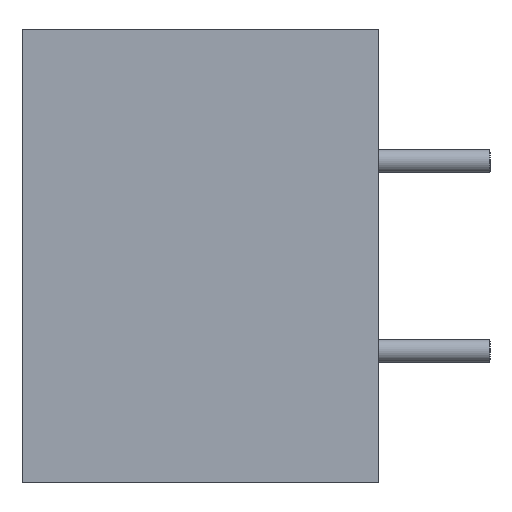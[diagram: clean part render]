
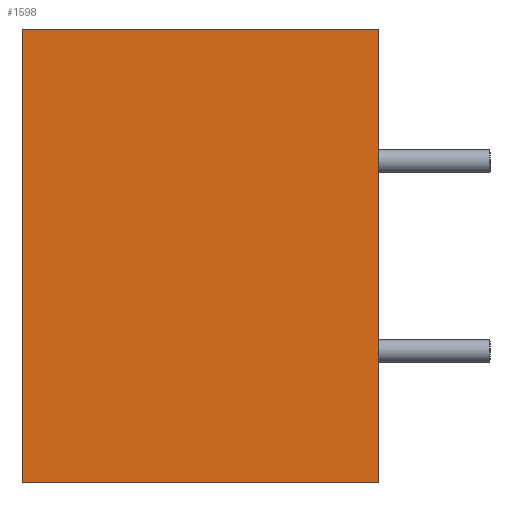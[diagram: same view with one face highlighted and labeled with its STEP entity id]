
A CAD part, left-side view. The second image highlights one B-rep face of the part: STEP entity #1598.
In plain terms, the highlighted planar face has unit normal (-1, 0, 0).
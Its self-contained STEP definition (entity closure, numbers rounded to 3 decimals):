
#121 = DIRECTION ( 'NONE',  ( 0., 0., -1. ) ) ;
#127 = CARTESIAN_POINT ( 'NONE',  ( 0., 19.2, 24.4 ) ) ;
#339 = DIRECTION ( 'NONE',  ( 0., -1., 0. ) ) ;
#346 = DIRECTION ( 'NONE',  ( 1., 0., 0. ) ) ;
#465 = EDGE_LOOP ( 'NONE', ( #1536, #758, #2597, #2925 ) ) ;
#592 = CARTESIAN_POINT ( 'NONE',  ( 0., 0., 24.4 ) ) ;
#658 = VECTOR ( 'NONE', #2912, 1000. ) ;
#726 = VERTEX_POINT ( 'NONE', #2929 ) ;
#758 = ORIENTED_EDGE ( 'NONE', *, *, #2326, .F. ) ;
#820 = DIRECTION ( 'NONE',  ( 0., 0., -1. ) ) ;
#828 = CARTESIAN_POINT ( 'NONE',  ( 0., 0., 0. ) ) ;
#829 = CARTESIAN_POINT ( 'NONE',  ( 0., 0., 24.4 ) ) ;
#1090 = CARTESIAN_POINT ( 'NONE',  ( 0., 19.2, 0. ) ) ;
#1229 = VECTOR ( 'NONE', #121, 1000. ) ;
#1407 = EDGE_CURVE ( 'NONE', #2617, #2018, #2407, .T. ) ;
#1425 = CARTESIAN_POINT ( 'NONE',  ( 0., 19.2, 24.4 ) ) ;
#1536 = ORIENTED_EDGE ( 'NONE', *, *, #2069, .T. ) ;
#1598 = ADVANCED_FACE ( 'NONE', ( #2346 ), #2268, .F. ) ;
#1655 = LINE ( 'NONE', #828, #2884 ) ;
#1755 = VERTEX_POINT ( 'NONE', #2086 ) ;
#1788 = LINE ( 'NONE', #829, #1229 ) ;
#2018 = VERTEX_POINT ( 'NONE', #1090 ) ;
#2069 = EDGE_CURVE ( 'NONE', #2018, #726, #1655, .T. ) ;
#2086 = CARTESIAN_POINT ( 'NONE',  ( 0., 0., 24.4 ) ) ;
#2091 = EDGE_CURVE ( 'NONE', #2617, #1755, #2723, .T. ) ;
#2224 = VECTOR ( 'NONE', #339, 1000. ) ;
#2268 = PLANE ( 'NONE',  #2696 ) ;
#2277 = CARTESIAN_POINT ( 'NONE',  ( 0., 0., 24.4 ) ) ;
#2326 = EDGE_CURVE ( 'NONE', #1755, #726, #1788, .T. ) ;
#2346 = FACE_OUTER_BOUND ( 'NONE', #465, .T. ) ;
#2407 = LINE ( 'NONE', #1425, #658 ) ;
#2597 = ORIENTED_EDGE ( 'NONE', *, *, #2091, .F. ) ;
#2617 = VERTEX_POINT ( 'NONE', #127 ) ;
#2696 = AXIS2_PLACEMENT_3D ( 'NONE', #2277, #346, #820 ) ;
#2723 = LINE ( 'NONE', #592, #2224 ) ;
#2788 = DIRECTION ( 'NONE',  ( 0., -1., 0. ) ) ;
#2884 = VECTOR ( 'NONE', #2788, 1000. ) ;
#2912 = DIRECTION ( 'NONE',  ( 0., 0., -1. ) ) ;
#2925 = ORIENTED_EDGE ( 'NONE', *, *, #1407, .T. ) ;
#2929 = CARTESIAN_POINT ( 'NONE',  ( 0., 0., 0. ) ) ;
